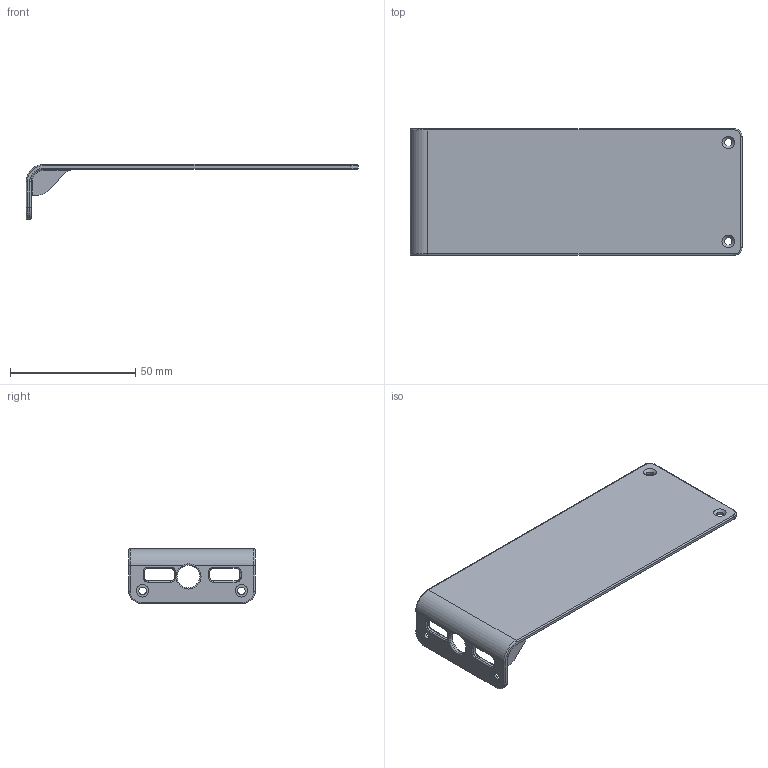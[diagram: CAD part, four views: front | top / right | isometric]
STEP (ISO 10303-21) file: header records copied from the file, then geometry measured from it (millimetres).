
FILE_DESCRIPTION(/* description */ (''),/* implementation_level */ '2;1');
FILE_NAME(/* name */ 'EMFI_Bottom.step',/* time_stamp */ '2023-10-16T17:10:46+05:30',/* author */ (''),/* organization */ (''),/* preprocessor_version */ 'ST-DEVELOPER v20',/* originating_system */ 'Autodesk Translation Framework v12.14.0.127',/* authorisation */ '');
FILE_SCHEMA (('AUTOMOTIVE_DESIGN { 1 0 10303 214 3 1 1 }'));
Length unit declared in the file: millimetre
Products named in the file (1): FusionComponent
Bounding box: 132.6 x 50.5 x 22 mm (x, y, z)
Volume: 14830.6 mm3; surface area: 15885.7 mm2
Topology: 1 solids, 1 shells, 127 faces, 305 edges, 178 vertices
Faces by surface type: cylinder 63, torus 34, plane 24, cone 4, bspline 2
Full cylindrical faces by diameter (mm): 3 x4, 9 x1
Entity records: 3808 total; most frequent: DIRECTION 711, CARTESIAN_POINT 700, ORIENTED_EDGE 610, EDGE_CURVE 305, AXIS2_PLACEMENT_3D 288, VERTEX_POINT 178, CIRCLE 158, EDGE_LOOP 139
